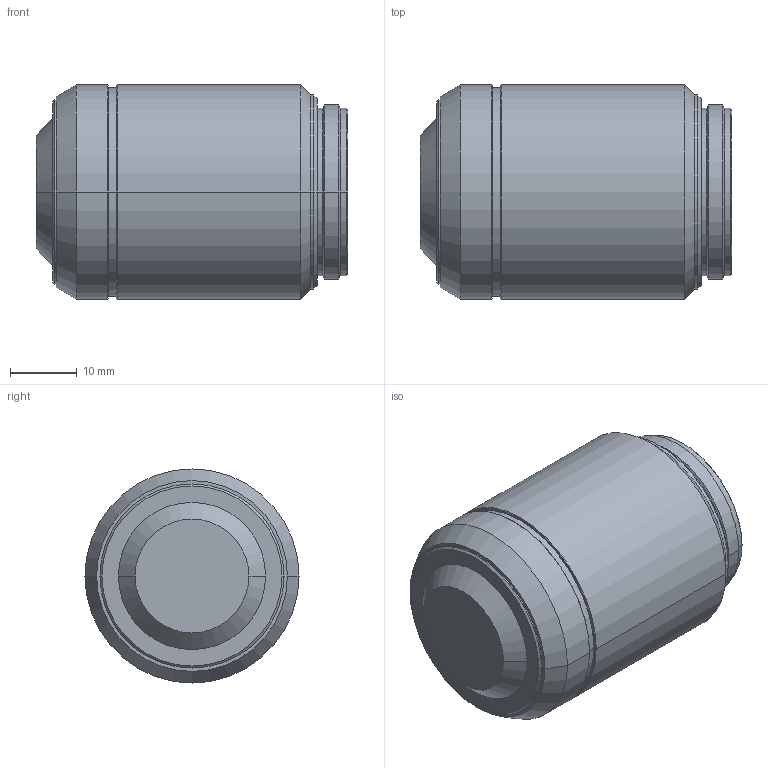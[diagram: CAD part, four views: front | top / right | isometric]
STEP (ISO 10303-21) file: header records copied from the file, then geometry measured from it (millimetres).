
FILE_DESCRIPTION (( 'STEP AP203' ), '1' );
FILE_NAME ('690091.step', '2025-04-14T08:41:12', ( 'MSI' ), ( '' ), 'SwSTEP 2.0', 'SolidWorks 2020', '' );
FILE_SCHEMA (( 'CONFIG_CONTROL_DESIGN' ));
Length unit declared in the file: millimetre
Products named in the file (3): 690091; MPLFLN20XBD.stp; 690091.stp
Assembly tree (2 placements, depth 3):
  690091
    690091.stp
      MPLFLN20XBD.stp
Bounding box: 46.6 x 32 x 32 mm (x, y, z)
Volume: 34192.3 mm3; surface area: 5824.9 mm2
Topology: 1 solids, 1 shells, 43 faces, 84 edges, 48 vertices
Faces by surface type: cone 20, cylinder 16, plane 7
Entity records: 1403 total; most frequent: DIRECTION 230, CARTESIAN_POINT 181, ORIENTED_EDGE 168, AXIS2_PLACEMENT_3D 97, EDGE_CURVE 84, VERTEX_POINT 48, CIRCLE 48, EDGE_LOOP 48
